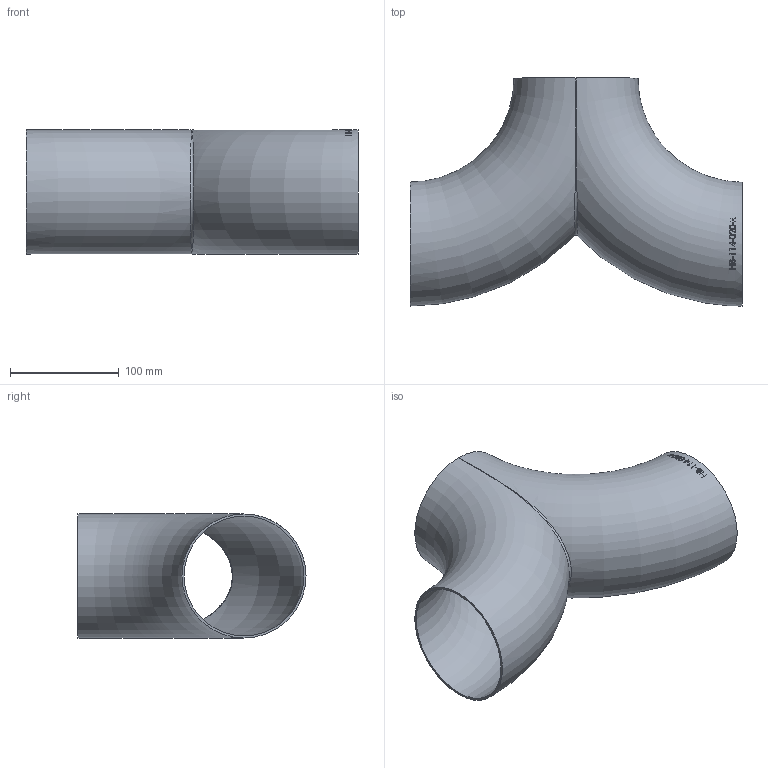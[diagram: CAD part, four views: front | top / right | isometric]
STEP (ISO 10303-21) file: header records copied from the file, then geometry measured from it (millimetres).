
FILE_DESCRIPTION (( 'STEP AP214' ), '1' );
FILE_NAME ('HB-114-020-x Hosenbogen 1909.STEP', '2019-09-06T09:55:59', ( '' ), ( '' ), 'SwSTEP 2.0', 'SolidWorks 2016', '' );
FILE_SCHEMA (( 'AUTOMOTIVE_DESIGN' ));
Length unit declared in the file: millimetre
Products named in the file (1): HB-114-020-x Hosenbogen 1909
Bounding box: 306 x 210.15 x 114.3 mm (x, y, z)
Volume: 258357.1 mm3; surface area: 260288.9 mm2
Topology: 1 solids, 1 shells, 135 faces, 349 edges, 228 vertices
Faces by surface type: plane 79, bspline 35, torus 21
Entity records: 8288 total; most frequent: CARTESIAN_POINT 4173, ORIENTED_EDGE 678, EDGE_CURVE 339, DIRECTION 327, VERTEX_POINT 226, B_SPLINE_CURVE_WITH_KNOTS 222, EDGE_LOOP 159, FACE_OUTER_BOUND 139
